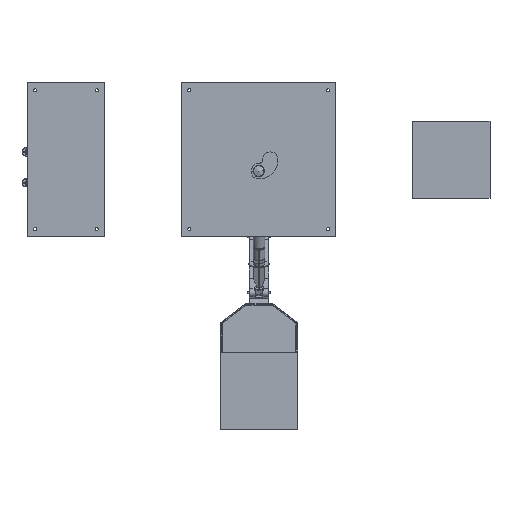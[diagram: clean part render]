
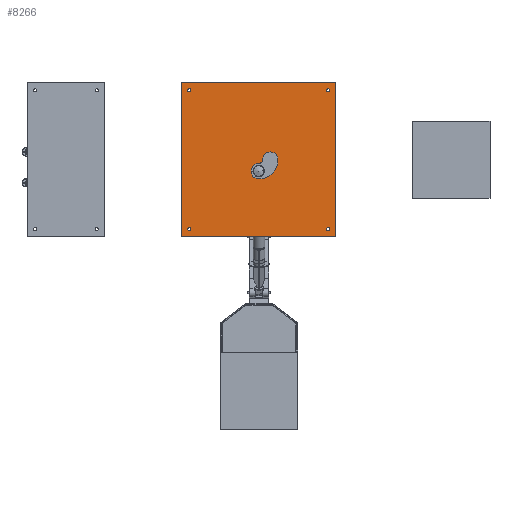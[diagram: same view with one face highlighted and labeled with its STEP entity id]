
A CAD part, front view. The second image highlights one B-rep face of the part: STEP entity #8266.
In plain terms, the highlighted planar face has unit normal (0, -1, 0).
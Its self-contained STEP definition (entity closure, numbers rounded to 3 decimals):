
#445=FACE_BOUND('',#1428,.T.);
#446=FACE_BOUND('',#1429,.T.);
#447=FACE_BOUND('',#1430,.T.);
#448=FACE_BOUND('',#1431,.T.);
#449=FACE_BOUND('',#1432,.T.);
#576=PLANE('',#9177);
#926=FACE_OUTER_BOUND('',#1427,.T.);
#1427=EDGE_LOOP('',(#5950,#5951,#5952,#5953));
#1428=EDGE_LOOP('',(#5954,#5955,#5956,#5957));
#1429=EDGE_LOOP('',(#5958));
#1430=EDGE_LOOP('',(#5959));
#1431=EDGE_LOOP('',(#5960));
#1432=EDGE_LOOP('',(#5961));
#2049=LINE('',#12473,#2874);
#2052=LINE('',#12479,#2877);
#2055=LINE('',#12485,#2880);
#2058=LINE('',#12489,#2883);
#2874=VECTOR('',#10059,10.);
#2877=VECTOR('',#10064,10.);
#2880=VECTOR('',#10069,10.);
#2883=VECTOR('',#10074,10.);
#3653=CIRCLE('',#9132,10.);
#3655=CIRCLE('',#9135,20.);
#3657=CIRCLE('',#9138,50.);
#3659=CIRCLE('',#9141,20.);
#3661=CIRCLE('',#9158,4.);
#3663=CIRCLE('',#9161,4.);
#3665=CIRCLE('',#9164,4.);
#3667=CIRCLE('',#9167,4.);
#3894=VERTEX_POINT('',#12341);
#3895=VERTEX_POINT('',#12343);
#3897=VERTEX_POINT('',#12349);
#3899=VERTEX_POINT('',#12355);
#3925=VERTEX_POINT('',#12438);
#3927=VERTEX_POINT('',#12444);
#3929=VERTEX_POINT('',#12450);
#3931=VERTEX_POINT('',#12456);
#3936=VERTEX_POINT('',#12470);
#3937=VERTEX_POINT('',#12472);
#3939=VERTEX_POINT('',#12478);
#3941=VERTEX_POINT('',#12484);
#4660=EDGE_CURVE('',#3895,#3894,#3653,.T.);
#4663=EDGE_CURVE('',#3897,#3895,#3655,.T.);
#4666=EDGE_CURVE('',#3899,#3897,#3657,.T.);
#4669=EDGE_CURVE('',#3894,#3899,#3659,.T.);
#4708=EDGE_CURVE('',#3925,#3925,#3661,.T.);
#4711=EDGE_CURVE('',#3927,#3927,#3663,.T.);
#4714=EDGE_CURVE('',#3929,#3929,#3665,.T.);
#4717=EDGE_CURVE('',#3931,#3931,#3667,.T.);
#4723=EDGE_CURVE('',#3937,#3936,#2049,.T.);
#4726=EDGE_CURVE('',#3939,#3937,#2052,.T.);
#4729=EDGE_CURVE('',#3941,#3939,#2055,.T.);
#4732=EDGE_CURVE('',#3936,#3941,#2058,.T.);
#5950=ORIENTED_EDGE('',*,*,#4732,.T.);
#5951=ORIENTED_EDGE('',*,*,#4729,.T.);
#5952=ORIENTED_EDGE('',*,*,#4726,.T.);
#5953=ORIENTED_EDGE('',*,*,#4723,.T.);
#5954=ORIENTED_EDGE('',*,*,#4660,.T.);
#5955=ORIENTED_EDGE('',*,*,#4669,.T.);
#5956=ORIENTED_EDGE('',*,*,#4666,.T.);
#5957=ORIENTED_EDGE('',*,*,#4663,.T.);
#5958=ORIENTED_EDGE('',*,*,#4708,.T.);
#5959=ORIENTED_EDGE('',*,*,#4711,.T.);
#5960=ORIENTED_EDGE('',*,*,#4714,.T.);
#5961=ORIENTED_EDGE('',*,*,#4717,.T.);
#8266=ADVANCED_FACE('',(#926,#445,#446,#447,#448,#449),#576,.T.);
#9132=AXIS2_PLACEMENT_3D('',#12344,#9931,#9932);
#9135=AXIS2_PLACEMENT_3D('',#12350,#9938,#9939);
#9138=AXIS2_PLACEMENT_3D('',#12356,#9945,#9946);
#9141=AXIS2_PLACEMENT_3D('',#12360,#9952,#9953);
#9158=AXIS2_PLACEMENT_3D('',#12440,#10023,#10024);
#9161=AXIS2_PLACEMENT_3D('',#12446,#10030,#10031);
#9164=AXIS2_PLACEMENT_3D('',#12452,#10037,#10038);
#9167=AXIS2_PLACEMENT_3D('',#12458,#10044,#10045);
#9177=AXIS2_PLACEMENT_3D('',#12491,#10077,#10078);
#9931=DIRECTION('center_axis',(0.,-1.,0.));
#9932=DIRECTION('ref_axis',(1.,0.,0.));
#9938=DIRECTION('center_axis',(0.,1.,0.));
#9939=DIRECTION('ref_axis',(1.,0.,0.));
#9945=DIRECTION('center_axis',(0.,1.,0.));
#9946=DIRECTION('ref_axis',(1.,0.,0.));
#9952=DIRECTION('center_axis',(0.,1.,0.));
#9953=DIRECTION('ref_axis',(1.,0.,0.));
#10023=DIRECTION('center_axis',(0.,1.,0.));
#10024=DIRECTION('ref_axis',(-1.,0.,0.));
#10030=DIRECTION('center_axis',(0.,1.,0.));
#10031=DIRECTION('ref_axis',(-1.,0.,0.));
#10037=DIRECTION('center_axis',(0.,1.,0.));
#10038=DIRECTION('ref_axis',(-1.,0.,0.));
#10044=DIRECTION('center_axis',(0.,1.,0.));
#10045=DIRECTION('ref_axis',(-1.,0.,0.));
#10059=DIRECTION('',(0.,0.,-1.));
#10064=DIRECTION('',(-1.,0.,0.));
#10069=DIRECTION('',(0.,0.,1.));
#10074=DIRECTION('',(1.,0.,0.));
#10077=DIRECTION('center_axis',(0.,-1.,0.));
#10078=DIRECTION('ref_axis',(0.,0.,-1.));
#12341=CARTESIAN_POINT('',(10.,-9.,0.));
#12343=CARTESIAN_POINT('',(0.,-9.,-10.));
#12344=CARTESIAN_POINT('Origin',(0.,-9.,0.));
#12349=CARTESIAN_POINT('',(0.,-9.,-50.));
#12350=CARTESIAN_POINT('Origin',(0.,-9.,-30.));
#12355=CARTESIAN_POINT('',(50.,-9.,0.));
#12356=CARTESIAN_POINT('Origin',(0.,-9.,0.));
#12360=CARTESIAN_POINT('Origin',(30.,-9.,0.));
#12438=CARTESIAN_POINT('',(184.,-9.,180.));
#12440=CARTESIAN_POINT('Origin',(180.,-9.,180.));
#12444=CARTESIAN_POINT('',(-176.,-9.,180.));
#12446=CARTESIAN_POINT('Origin',(-180.,-9.,180.));
#12450=CARTESIAN_POINT('',(184.,-9.,-180.));
#12452=CARTESIAN_POINT('Origin',(180.,-9.,-180.));
#12456=CARTESIAN_POINT('',(-176.,-9.,-180.));
#12458=CARTESIAN_POINT('Origin',(-180.,-9.,-180.));
#12470=CARTESIAN_POINT('',(-200.,-9.,-200.));
#12472=CARTESIAN_POINT('',(-200.,-9.,200.));
#12473=CARTESIAN_POINT('',(-200.,-9.,200.));
#12478=CARTESIAN_POINT('',(200.,-9.,200.));
#12479=CARTESIAN_POINT('',(200.,-9.,200.));
#12484=CARTESIAN_POINT('',(200.,-9.,-200.));
#12485=CARTESIAN_POINT('',(200.,-9.,-200.));
#12489=CARTESIAN_POINT('',(-200.,-9.,-200.));
#12491=CARTESIAN_POINT('Origin',(0.,-9.,0.));
